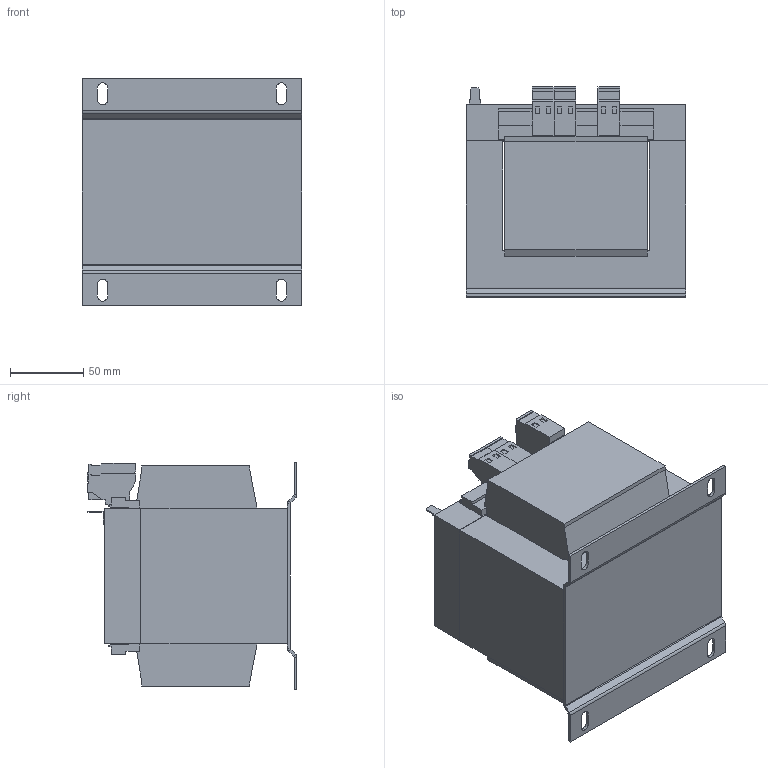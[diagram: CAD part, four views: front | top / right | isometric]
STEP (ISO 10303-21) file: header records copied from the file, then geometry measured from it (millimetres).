
FILE_DESCRIPTION (( 'STEP AP214' ), '1' );
FILE_NAME ('223231.STEP', '2023-08-23T14:06:57', ( '' ), ( '' ), 'SwSTEP 2.0', 'SolidWorks 2018', '' );
FILE_SCHEMA (( 'AUTOMOTIVE_DESIGN' ));
Length unit declared in the file: millimetre
Products named in the file (1): 223231
Bounding box: 150 x 143.25 x 155.4 mm (x, y, z)
Volume: 2243635.6 mm3; surface area: 191968.4 mm2
Topology: 1 solids, 1 shells, 252 faces, 646 edges, 408 vertices
Faces by surface type: plane 220, cylinder 32
Entity records: 7508 total; most frequent: CARTESIAN_POINT 1307, ORIENTED_EDGE 1292, DIRECTION 1216, EDGE_CURVE 646, VECTOR 582, LINE 582, VERTEX_POINT 408, AXIS2_PLACEMENT_3D 317
